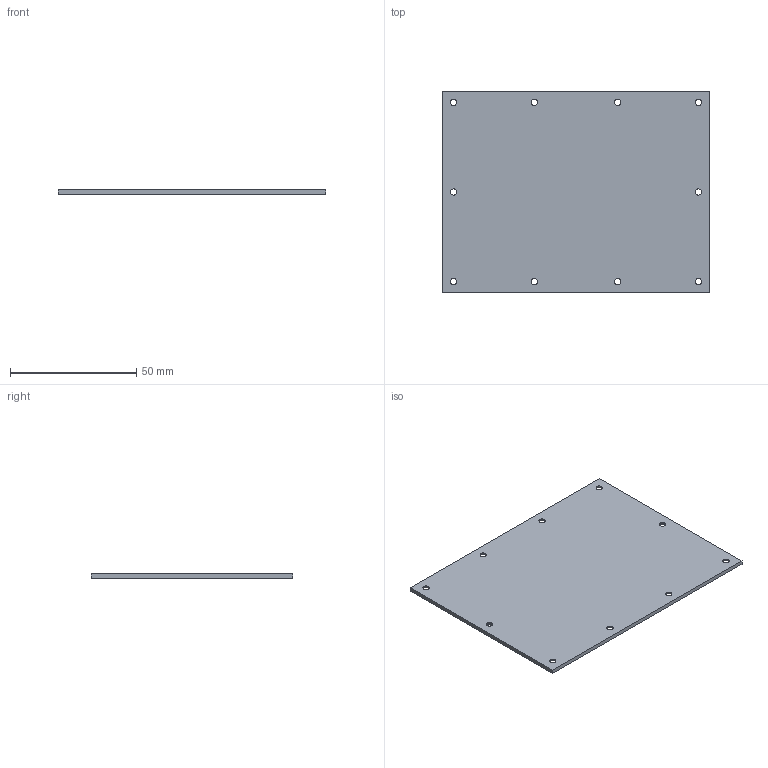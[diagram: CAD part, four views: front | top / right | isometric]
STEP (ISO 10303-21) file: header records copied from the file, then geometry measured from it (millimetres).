
FILE_DESCRIPTION(/* description */ (''),/* implementation_level */ '2;1');
FILE_NAME(/* name */ 'Baseplate.step',/* time_stamp */ '2024-09-06T10:29:11-07:00',/* author */ (''),/* organization */ (''),/* preprocessor_version */ 'ST-DEVELOPER v19.2',/* originating_system */ 'Autodesk Translation Framework v12.4.0.73',/* authorisation */ '');
FILE_SCHEMA (('AUTOMOTIVE_DESIGN { 1 0 10303 214 3 1 1 }'));
Length unit declared in the file: millimetre
Products named in the file (2): (Unsaved); Baseplate
Assembly tree (1 placements, depth 2):
  (Unsaved)
    Baseplate
Bounding box: 106 x 80 x 1.6 mm (x, y, z)
Volume: 13428 mm3; surface area: 17547.8 mm2
Topology: 1 solids, 1 shells, 26 faces, 62 edges, 38 vertices
Faces by surface type: cone 10, cylinder 10, plane 6
Full cylindrical faces by diameter (mm): 2.5 x10
Entity records: 856 total; most frequent: DIRECTION 150, CARTESIAN_POINT 129, ORIENTED_EDGE 124, EDGE_CURVE 62, AXIS2_PLACEMENT_3D 59, EDGE_LOOP 46, VERTEX_POINT 38, LINE 32
